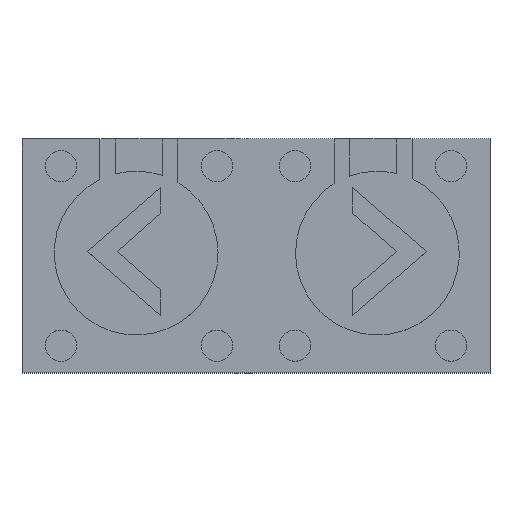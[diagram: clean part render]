
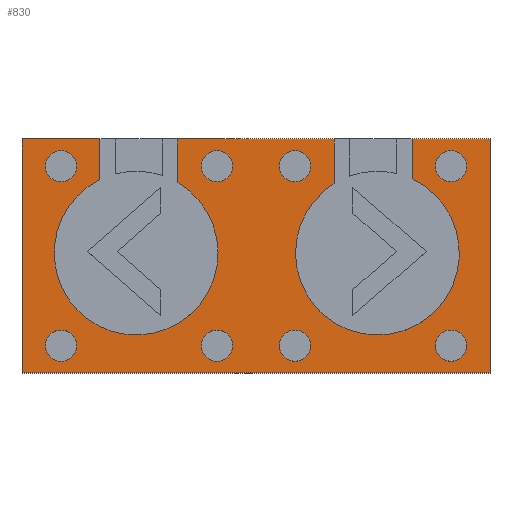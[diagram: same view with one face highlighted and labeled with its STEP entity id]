
A CAD part, top view. The second image highlights one B-rep face of the part: STEP entity #830.
In plain terms, the highlighted planar face has unit normal (0, 0, 1).
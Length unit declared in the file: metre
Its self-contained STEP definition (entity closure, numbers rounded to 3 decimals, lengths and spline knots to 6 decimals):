
#37=LINE('',#1231,#125);
#38=LINE('',#1233,#126);
#39=LINE('',#1235,#127);
#40=LINE('',#1237,#128);
#41=LINE('',#1241,#129);
#42=LINE('',#1243,#130);
#43=LINE('',#1245,#131);
#44=LINE('',#1247,#132);
#45=LINE('',#1249,#133);
#46=LINE('',#1251,#134);
#125=VECTOR('',#988,1.);
#126=VECTOR('',#989,1.);
#127=VECTOR('',#990,1.);
#128=VECTOR('',#991,1.);
#129=VECTOR('',#994,1.);
#130=VECTOR('',#995,1.);
#131=VECTOR('',#996,1.);
#132=VECTOR('',#997,1.);
#133=VECTOR('',#998,1.);
#134=VECTOR('',#999,1.);
#216=ORIENTED_EDGE('',*,*,#440,.F.);
#217=ORIENTED_EDGE('',*,*,#439,.F.);
#218=ORIENTED_EDGE('',*,*,#441,.T.);
#219=ORIENTED_EDGE('',*,*,#442,.F.);
#220=ORIENTED_EDGE('',*,*,#443,.F.);
#221=ORIENTED_EDGE('',*,*,#444,.F.);
#222=ORIENTED_EDGE('',*,*,#445,.T.);
#223=ORIENTED_EDGE('',*,*,#446,.F.);
#224=ORIENTED_EDGE('',*,*,#447,.T.);
#225=ORIENTED_EDGE('',*,*,#448,.T.);
#226=ORIENTED_EDGE('',*,*,#449,.F.);
#227=ORIENTED_EDGE('',*,*,#450,.F.);
#228=ORIENTED_EDGE('',*,*,#451,.F.);
#229=ORIENTED_EDGE('',*,*,#452,.F.);
#230=ORIENTED_EDGE('',*,*,#453,.F.);
#231=ORIENTED_EDGE('',*,*,#454,.F.);
#232=ORIENTED_EDGE('',*,*,#455,.F.);
#233=ORIENTED_EDGE('',*,*,#456,.F.);
#234=ORIENTED_EDGE('',*,*,#457,.F.);
#235=ORIENTED_EDGE('',*,*,#458,.F.);
#439=EDGE_CURVE('',#551,#549,#626,.T.);
#440=EDGE_CURVE('',#549,#552,#37,.T.);
#441=EDGE_CURVE('',#551,#553,#38,.T.);
#442=EDGE_CURVE('',#554,#553,#39,.T.);
#443=EDGE_CURVE('',#555,#554,#40,.T.);
#444=EDGE_CURVE('',#556,#555,#627,.T.);
#445=EDGE_CURVE('',#556,#557,#41,.T.);
#446=EDGE_CURVE('',#558,#557,#42,.T.);
#447=EDGE_CURVE('',#558,#559,#43,.T.);
#448=EDGE_CURVE('',#559,#560,#44,.T.);
#449=EDGE_CURVE('',#561,#560,#45,.T.);
#450=EDGE_CURVE('',#552,#561,#46,.T.);
#451=EDGE_CURVE('',#562,#562,#628,.T.);
#452=EDGE_CURVE('',#563,#563,#629,.T.);
#453=EDGE_CURVE('',#564,#564,#630,.T.);
#454=EDGE_CURVE('',#565,#565,#631,.T.);
#455=EDGE_CURVE('',#566,#566,#632,.T.);
#456=EDGE_CURVE('',#567,#567,#633,.T.);
#457=EDGE_CURVE('',#568,#568,#634,.T.);
#458=EDGE_CURVE('',#569,#569,#635,.T.);
#549=VERTEX_POINT('',#1224);
#551=VERTEX_POINT('',#1228);
#552=VERTEX_POINT('',#1232);
#553=VERTEX_POINT('',#1234);
#554=VERTEX_POINT('',#1236);
#555=VERTEX_POINT('',#1238);
#556=VERTEX_POINT('',#1240);
#557=VERTEX_POINT('',#1242);
#558=VERTEX_POINT('',#1244);
#559=VERTEX_POINT('',#1246);
#560=VERTEX_POINT('',#1248);
#561=VERTEX_POINT('',#1250);
#562=VERTEX_POINT('',#1253);
#563=VERTEX_POINT('',#1255);
#564=VERTEX_POINT('',#1257);
#565=VERTEX_POINT('',#1259);
#566=VERTEX_POINT('',#1261);
#567=VERTEX_POINT('',#1263);
#568=VERTEX_POINT('',#1265);
#569=VERTEX_POINT('',#1267);
#626=CIRCLE('',#897,0.021);
#627=CIRCLE('',#899,0.021);
#628=CIRCLE('',#900,0.004);
#629=CIRCLE('',#901,0.004);
#630=CIRCLE('',#902,0.004);
#631=CIRCLE('',#903,0.004);
#632=CIRCLE('',#904,0.004);
#633=CIRCLE('',#905,0.004);
#634=CIRCLE('',#906,0.004);
#635=CIRCLE('',#907,0.004);
#650=EDGE_LOOP('',(#216,#217,#218,#219,#220,#221,#222,#223,#224,#225,#226,
#227));
#651=EDGE_LOOP('',(#228));
#652=EDGE_LOOP('',(#229));
#653=EDGE_LOOP('',(#230));
#654=EDGE_LOOP('',(#231));
#655=EDGE_LOOP('',(#232));
#656=EDGE_LOOP('',(#233));
#657=EDGE_LOOP('',(#234));
#658=EDGE_LOOP('',(#235));
#720=FACE_BOUND('',#650,.T.);
#721=FACE_BOUND('',#651,.T.);
#722=FACE_BOUND('',#652,.T.);
#723=FACE_BOUND('',#653,.T.);
#724=FACE_BOUND('',#654,.T.);
#725=FACE_BOUND('',#655,.T.);
#726=FACE_BOUND('',#656,.T.);
#727=FACE_BOUND('',#657,.T.);
#728=FACE_BOUND('',#658,.T.);
#789=PLANE('',#898);
#830=ADVANCED_FACE('',(#720,#721,#722,#723,#724,#725,#726,#727,#728),#789,
 .T.);
#897=AXIS2_PLACEMENT_3D('',#1229,#984,#985);
#898=AXIS2_PLACEMENT_3D('',#1230,#986,#987);
#899=AXIS2_PLACEMENT_3D('',#1239,#992,#993);
#900=AXIS2_PLACEMENT_3D('',#1252,#1000,#1001);
#901=AXIS2_PLACEMENT_3D('',#1254,#1002,#1003);
#902=AXIS2_PLACEMENT_3D('',#1256,#1004,#1005);
#903=AXIS2_PLACEMENT_3D('',#1258,#1006,#1007);
#904=AXIS2_PLACEMENT_3D('',#1260,#1008,#1009);
#905=AXIS2_PLACEMENT_3D('',#1262,#1010,#1011);
#906=AXIS2_PLACEMENT_3D('',#1264,#1012,#1013);
#907=AXIS2_PLACEMENT_3D('',#1266,#1014,#1015);
#984=DIRECTION('',(0.,0.,1.));
#985=DIRECTION('',(1.,0.,0.));
#986=DIRECTION('',(0.,0.,1.));
#987=DIRECTION('',(1.,0.,0.));
#988=DIRECTION('',(0.,1.,0.));
#989=DIRECTION('',(0.,1.,0.));
#990=DIRECTION('',(1.,0.,0.));
#991=DIRECTION('',(0.,1.,0.));
#992=DIRECTION('',(0.,0.,1.));
#993=DIRECTION('',(1.,0.,0.));
#994=DIRECTION('',(0.,1.,0.));
#995=DIRECTION('',(1.,0.,0.));
#996=DIRECTION('',(0.,-1.,0.));
#997=DIRECTION('',(1.,0.,0.));
#998=DIRECTION('',(0.,-1.,0.));
#999=DIRECTION('',(1.,0.,0.));
#1000=DIRECTION('',(0.,0.,1.));
#1001=DIRECTION('',(1.,0.,0.));
#1002=DIRECTION('',(0.,0.,1.));
#1003=DIRECTION('',(1.,0.,0.));
#1004=DIRECTION('',(0.,0.,1.));
#1005=DIRECTION('',(1.,0.,0.));
#1006=DIRECTION('',(0.,0.,1.));
#1007=DIRECTION('',(1.,0.,0.));
#1008=DIRECTION('',(0.,0.,1.));
#1009=DIRECTION('',(1.,0.,0.));
#1010=DIRECTION('',(0.,0.,1.));
#1011=DIRECTION('',(1.,0.,0.));
#1012=DIRECTION('',(0.,0.,1.));
#1013=DIRECTION('',(1.,0.,0.));
#1014=DIRECTION('',(0.,0.,1.));
#1015=DIRECTION('',(1.,0.,0.));
#1224=CARTESIAN_POINT('',(0.047031,0.025783,0.015));
#1228=CARTESIAN_POINT('',(0.027031,0.024551,0.015));
#1229=CARTESIAN_POINT('',(0.038166,0.006746,0.015));
#1230=CARTESIAN_POINT('',(0.007031,0.006017,0.015));
#1231=CARTESIAN_POINT('',(0.047031,0.0309,0.015));
#1232=CARTESIAN_POINT('',(0.047031,0.036017,0.015));
#1233=CARTESIAN_POINT('',(0.027031,0.030284,0.015));
#1234=CARTESIAN_POINT('',(0.027031,0.036017,0.015));
#1235=CARTESIAN_POINT('',(0.007031,0.036017,0.015));
#1236=CARTESIAN_POINT('',(-0.012969,0.036017,0.015));
#1237=CARTESIAN_POINT('',(-0.012969,0.030406,0.015));
#1238=CARTESIAN_POINT('',(-0.012969,0.024795,0.015));
#1239=CARTESIAN_POINT('',(-0.023705,0.006746,0.015));
#1240=CARTESIAN_POINT('',(-0.032969,0.025592,0.015));
#1241=CARTESIAN_POINT('',(-0.032969,0.030805,0.015));
#1242=CARTESIAN_POINT('',(-0.032969,0.036017,0.015));
#1243=CARTESIAN_POINT('',(0.007031,0.036017,0.015));
#1244=CARTESIAN_POINT('',(-0.052969,0.036017,0.015));
#1245=CARTESIAN_POINT('',(-0.052969,0.006017,0.015));
#1246=CARTESIAN_POINT('',(-0.052969,-0.023983,0.015));
#1247=CARTESIAN_POINT('',(0.007031,-0.023983,0.015));
#1248=CARTESIAN_POINT('',(0.067031,-0.023983,0.015));
#1249=CARTESIAN_POINT('',(0.067031,0.006017,0.015));
#1250=CARTESIAN_POINT('',(0.067031,0.036017,0.015));
#1251=CARTESIAN_POINT('',(0.007031,0.036017,0.015));
#1252=CARTESIAN_POINT('',(-0.042969,-0.016983,0.015));
#1253=CARTESIAN_POINT('',(-0.038969,-0.016983,0.015));
#1254=CARTESIAN_POINT('',(-0.002969,-0.016983,0.015));
#1255=CARTESIAN_POINT('',(0.001031,-0.016983,0.015));
#1256=CARTESIAN_POINT('',(-0.002969,0.029017,0.015));
#1257=CARTESIAN_POINT('',(0.001031,0.029017,0.015));
#1258=CARTESIAN_POINT('',(-0.042969,0.029017,0.015));
#1259=CARTESIAN_POINT('',(-0.038969,0.029017,0.015));
#1260=CARTESIAN_POINT('',(0.057031,-0.016983,0.015));
#1261=CARTESIAN_POINT('',(0.061031,-0.016983,0.015));
#1262=CARTESIAN_POINT('',(0.017031,-0.016983,0.015));
#1263=CARTESIAN_POINT('',(0.021031,-0.016983,0.015));
#1264=CARTESIAN_POINT('',(0.057031,0.029017,0.015));
#1265=CARTESIAN_POINT('',(0.061031,0.029017,0.015));
#1266=CARTESIAN_POINT('',(0.017031,0.029017,0.015));
#1267=CARTESIAN_POINT('',(0.021031,0.029017,0.015));
